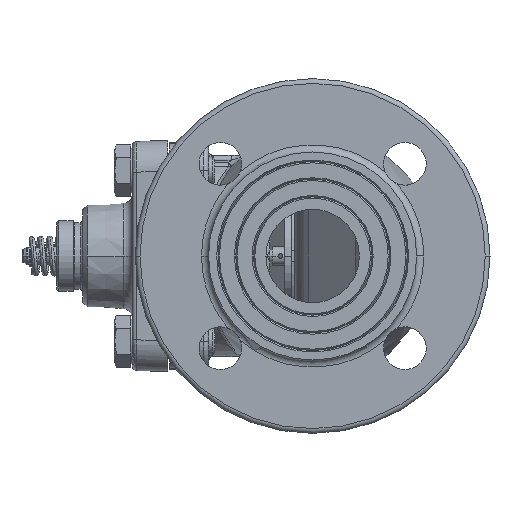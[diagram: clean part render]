
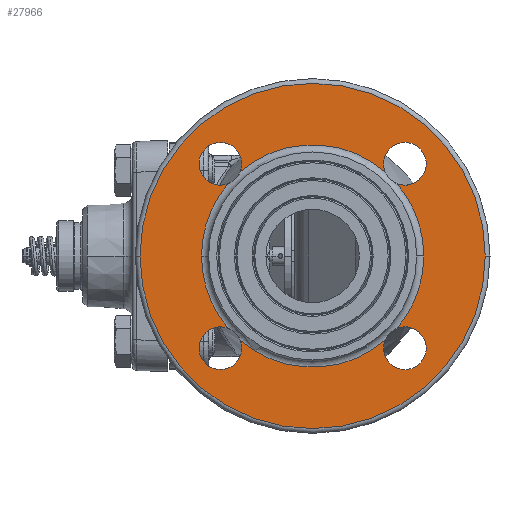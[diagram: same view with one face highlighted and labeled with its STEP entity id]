
A CAD part, left-side view. The second image highlights one B-rep face of the part: STEP entity #27966.
In plain terms, the highlighted planar face has unit normal (-1, 0, 0).
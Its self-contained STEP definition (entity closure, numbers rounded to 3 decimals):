
#5884=CARTESIAN_POINT('',(-97.,-3.5,0.));
#5885=DIRECTION('',(1.,0.,0.));
#5886=DIRECTION('',(0.,-0.759,0.651));
#5887=AXIS2_PLACEMENT_3D('',#5884,#5885,#5886);
#5894=CARTESIAN_POINT('',(-97.,-3.5,0.));
#5895=DIRECTION('',(1.,0.,0.));
#5896=DIRECTION('',(0.,1.,0.));
#5897=AXIS2_PLACEMENT_3D('',#5894,#5895,#5896);
#5927=CARTESIAN_POINT('',(-97.,-3.5,0.));
#5928=DIRECTION('',(1.,0.,0.));
#5929=DIRECTION('',(0.,0.651,0.759));
#5930=AXIS2_PLACEMENT_3D('',#5927,#5928,#5929);
#5991=CARTESIAN_POINT('',(-97.,-3.5,0.));
#5992=DIRECTION('',(-1.,0.,0.));
#5993=DIRECTION('',(0.,-1.,0.));
#5994=AXIS2_PLACEMENT_3D('',#5991,#5992,#5993);
#6006=CARTESIAN_POINT('',(-97.,-42.5,39.));
#6007=DIRECTION('',(1.,0.,0.));
#6008=DIRECTION('',(0.,1.,0.));
#6009=AXIS2_PLACEMENT_3D('',#6006,#6007,#6008);
#6011=CARTESIAN_POINT('',(-97.,-42.5,39.));
#6012=DIRECTION('',(1.,0.,0.));
#6013=DIRECTION('',(0.,0.931,-0.365));
#6014=AXIS2_PLACEMENT_3D('',#6011,#6012,#6013);
#6016=CARTESIAN_POINT('',(-97.,35.5,39.));
#6017=DIRECTION('',(1.,0.,0.));
#6018=DIRECTION('',(0.,-1.,0.));
#6019=AXIS2_PLACEMENT_3D('',#6016,#6017,#6018);
#6021=CARTESIAN_POINT('',(-97.,35.5,39.));
#6022=DIRECTION('',(1.,0.,0.));
#6023=DIRECTION('',(0.,1.,0.));
#6024=AXIS2_PLACEMENT_3D('',#6021,#6022,#6023);
#6026=CARTESIAN_POINT('',(-97.,35.5,39.));
#6027=DIRECTION('',(1.,0.,0.));
#6028=DIRECTION('',(0.,-0.365,-0.931));
#6029=AXIS2_PLACEMENT_3D('',#6026,#6027,#6028);
#6031=CARTESIAN_POINT('',(-97.,35.5,-39.));
#6032=DIRECTION('',(1.,0.,0.));
#6033=DIRECTION('',(0.,1.,0.));
#6034=AXIS2_PLACEMENT_3D('',#6031,#6032,#6033);
#6036=CARTESIAN_POINT('',(-97.,35.5,-39.));
#6037=DIRECTION('',(1.,0.,0.));
#6038=DIRECTION('',(0.,-1.,0.));
#6039=AXIS2_PLACEMENT_3D('',#6036,#6037,#6038);
#6041=CARTESIAN_POINT('',(-97.,35.5,-39.));
#6042=DIRECTION('',(1.,0.,0.));
#6043=DIRECTION('',(0.,-0.931,0.365));
#6044=AXIS2_PLACEMENT_3D('',#6041,#6042,#6043);
#6046=CARTESIAN_POINT('',(-97.,-42.5,-39.));
#6047=DIRECTION('',(1.,0.,0.));
#6048=DIRECTION('',(0.,1.,0.));
#6049=AXIS2_PLACEMENT_3D('',#6046,#6047,#6048);
#6051=CARTESIAN_POINT('',(-97.,-42.5,-39.));
#6052=DIRECTION('',(1.,0.,0.));
#6053=DIRECTION('',(0.,-1.,0.));
#6054=AXIS2_PLACEMENT_3D('',#6051,#6052,#6053);
#6056=CARTESIAN_POINT('',(-97.,-42.5,-39.));
#6057=DIRECTION('',(1.,0.,0.));
#6058=DIRECTION('',(0.,0.365,0.931));
#6059=AXIS2_PLACEMENT_3D('',#6056,#6057,#6058);
#6061=CARTESIAN_POINT('',(-97.,-42.5,39.));
#6062=DIRECTION('',(1.,0.,0.));
#6063=DIRECTION('',(0.,-1.,0.));
#6064=AXIS2_PLACEMENT_3D('',#6061,#6062,#6063);
#6066=CARTESIAN_POINT('',(-97.,-3.5,0.));
#6067=DIRECTION('',(-1.,0.,0.));
#6068=DIRECTION('',(0.,1.,0.));
#6069=AXIS2_PLACEMENT_3D('',#6066,#6067,#6068);
#6144=CARTESIAN_POINT('',(-97.,-3.5,0.));
#6145=DIRECTION('',(1.,0.,0.));
#6146=DIRECTION('',(0.,-0.651,-0.759));
#6147=AXIS2_PLACEMENT_3D('',#6144,#6145,#6146);
#6177=CARTESIAN_POINT('',(-97.,-3.5,0.));
#6178=DIRECTION('',(1.,0.,0.));
#6179=DIRECTION('',(0.,0.759,-0.651));
#6180=AXIS2_PLACEMENT_3D('',#6177,#6178,#6179);
#6187=CARTESIAN_POINT('',(-97.,-3.5,0.));
#6188=DIRECTION('',(1.,0.,0.));
#6189=DIRECTION('',(0.,-1.,0.));
#6190=AXIS2_PLACEMENT_3D('',#6187,#6188,#6189);
#20024=CARTESIAN_POINT('',(-97.,-76.5,0.));
#20025=CARTESIAN_POINT('',(-97.,69.5,0.));
#20026=VERTEX_POINT('',#20024);
#20027=VERTEX_POINT('',#20025);
#20411=CARTESIAN_POINT('',(-97.,43.5,0.));
#20412=VERTEX_POINT('',#20411);
#20413=CARTESIAN_POINT('',(-97.,-50.5,0.));
#20414=VERTEX_POINT('',#20413);
#20511=CARTESIAN_POINT('',(-97.,44.55,-39.));
#20512=CARTESIAN_POINT('',(-97.,32.196,-30.575));
#20513=VERTEX_POINT('',#20511);
#20514=VERTEX_POINT('',#20512);
#20515=CARTESIAN_POINT('',(-97.,27.075,-35.696));
#20516=CARTESIAN_POINT('',(-97.,26.45,-39.));
#20517=VERTEX_POINT('',#20515);
#20518=VERTEX_POINT('',#20516);
#20523=CARTESIAN_POINT('',(-97.,-33.45,-39.));
#20524=CARTESIAN_POINT('',(-97.,-34.075,-35.696));
#20525=VERTEX_POINT('',#20523);
#20526=VERTEX_POINT('',#20524);
#20527=CARTESIAN_POINT('',(-97.,-39.196,-30.575));
#20528=CARTESIAN_POINT('',(-97.,-51.55,-39.));
#20529=VERTEX_POINT('',#20527);
#20530=VERTEX_POINT('',#20528);
#20535=CARTESIAN_POINT('',(-97.,44.55,39.));
#20536=CARTESIAN_POINT('',(-97.,26.45,39.));
#20537=VERTEX_POINT('',#20535);
#20538=VERTEX_POINT('',#20536);
#20539=CARTESIAN_POINT('',(-97.,27.075,35.696));
#20540=VERTEX_POINT('',#20539);
#20541=CARTESIAN_POINT('',(-97.,32.196,30.575));
#20542=VERTEX_POINT('',#20541);
#20547=CARTESIAN_POINT('',(-97.,-33.45,39.));
#20548=CARTESIAN_POINT('',(-97.,-51.55,39.));
#20549=VERTEX_POINT('',#20547);
#20550=VERTEX_POINT('',#20548);
#20551=CARTESIAN_POINT('',(-97.,-39.196,30.575));
#20552=VERTEX_POINT('',#20551);
#20553=CARTESIAN_POINT('',(-97.,-34.075,35.696));
#20554=VERTEX_POINT('',#20553);
#27923=CARTESIAN_POINT('',(-97.,-3.5,0.));
#27924=DIRECTION('',(1.,0.,0.));
#27925=DIRECTION('',(0.,-1.,0.));
#27926=AXIS2_PLACEMENT_3D('',#27923,#27924,#27925);
#27927=PLANE('',#27926);
#27928=ORIENTED_EDGE('',*,*,#27913,.F.);
#27930=ORIENTED_EDGE('',*,*,#27929,.F.);
#27931=EDGE_LOOP('',(#27928,#27930));
#27932=FACE_OUTER_BOUND('',#27931,.F.);
#27934=ORIENTED_EDGE('',*,*,#27933,.F.);
#27935=ORIENTED_EDGE('',*,*,#27826,.F.);
#27936=ORIENTED_EDGE('',*,*,#27809,.F.);
#27938=ORIENTED_EDGE('',*,*,#27937,.F.);
#27940=ORIENTED_EDGE('',*,*,#27939,.F.);
#27942=ORIENTED_EDGE('',*,*,#27941,.F.);
#27943=ORIENTED_EDGE('',*,*,#27805,.F.);
#27945=ORIENTED_EDGE('',*,*,#27944,.F.);
#27947=ORIENTED_EDGE('',*,*,#27946,.F.);
#27949=ORIENTED_EDGE('',*,*,#27948,.F.);
#27951=ORIENTED_EDGE('',*,*,#27950,.F.);
#27953=ORIENTED_EDGE('',*,*,#27952,.F.);
#27955=ORIENTED_EDGE('',*,*,#27954,.F.);
#27957=ORIENTED_EDGE('',*,*,#27956,.F.);
#27959=ORIENTED_EDGE('',*,*,#27958,.F.);
#27961=ORIENTED_EDGE('',*,*,#27960,.F.);
#27962=ORIENTED_EDGE('',*,*,#27798,.F.);
#27963=ORIENTED_EDGE('',*,*,#27823,.F.);
#27964=EDGE_LOOP('',(#27934,#27935,#27936,#27938,#27940,#27942,#27943,#27945,
#27947,#27949,#27951,#27953,#27955,#27957,#27959,#27961,#27962,#27963));
#27965=FACE_BOUND('',#27964,.F.);
#5888=CIRCLE('',#5887,47.);
#5898=CIRCLE('',#5897,47.);
#5931=CIRCLE('',#5930,47.);
#5995=CIRCLE('',#5994,73.);
#6010=CIRCLE('',#6009,9.05);
#6015=CIRCLE('',#6014,9.05);
#6020=CIRCLE('',#6019,9.05);
#6025=CIRCLE('',#6024,9.05);
#6030=CIRCLE('',#6029,9.05);
#6035=CIRCLE('',#6034,9.05);
#6040=CIRCLE('',#6039,9.05);
#6045=CIRCLE('',#6044,9.05);
#6050=CIRCLE('',#6049,9.05);
#6055=CIRCLE('',#6054,9.05);
#6060=CIRCLE('',#6059,9.05);
#6065=CIRCLE('',#6064,9.05);
#6070=CIRCLE('',#6069,73.);
#6148=CIRCLE('',#6147,47.);
#6181=CIRCLE('',#6180,47.);
#6191=CIRCLE('',#6190,47.);
#27798=EDGE_CURVE('',#20552,#20414,#5888,.T.);
#27805=EDGE_CURVE('',#20412,#20542,#5898,.T.);
#27809=EDGE_CURVE('',#20540,#20554,#5931,.T.);
#27823=EDGE_CURVE('',#20550,#20552,#6065,.T.);
#27826=EDGE_CURVE('',#20554,#20549,#6015,.T.);
#27913=EDGE_CURVE('',#20026,#20027,#5995,.T.);
#27929=EDGE_CURVE('',#20027,#20026,#6070,.T.);
#27933=EDGE_CURVE('',#20549,#20550,#6010,.T.);
#27937=EDGE_CURVE('',#20538,#20540,#6020,.T.);
#27939=EDGE_CURVE('',#20537,#20538,#6025,.T.);
#27941=EDGE_CURVE('',#20542,#20537,#6030,.T.);
#27944=EDGE_CURVE('',#20514,#20412,#6181,.T.);
#27946=EDGE_CURVE('',#20513,#20514,#6035,.T.);
#27948=EDGE_CURVE('',#20518,#20513,#6040,.T.);
#27950=EDGE_CURVE('',#20517,#20518,#6045,.T.);
#27952=EDGE_CURVE('',#20526,#20517,#6148,.T.);
#27954=EDGE_CURVE('',#20525,#20526,#6050,.T.);
#27956=EDGE_CURVE('',#20530,#20525,#6055,.T.);
#27958=EDGE_CURVE('',#20529,#20530,#6060,.T.);
#27960=EDGE_CURVE('',#20414,#20529,#6191,.T.);
#27966=ADVANCED_FACE('',(#27932,#27965),#27927,.F.);
